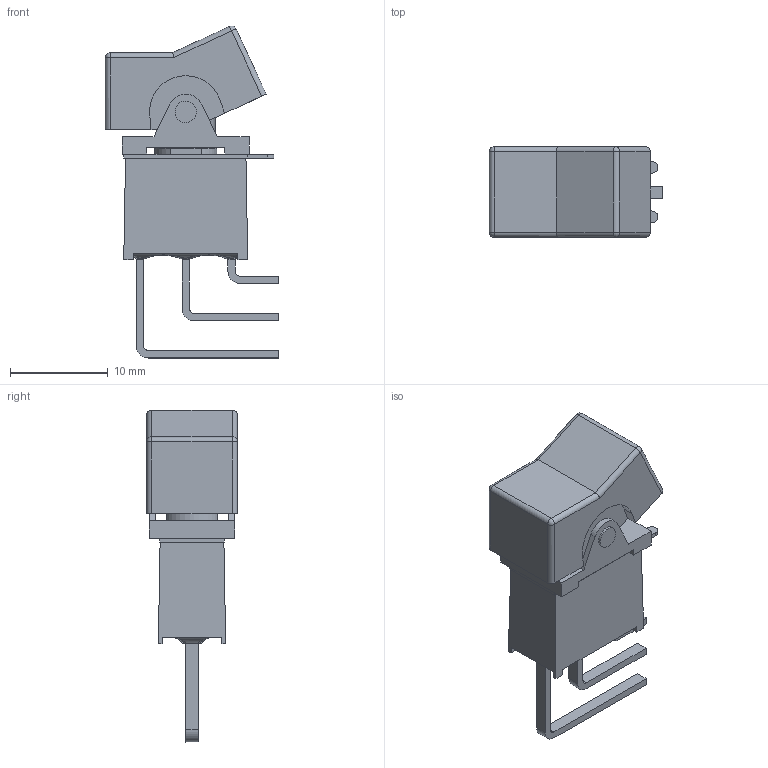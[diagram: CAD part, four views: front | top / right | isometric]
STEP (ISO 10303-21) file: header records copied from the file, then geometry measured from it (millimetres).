
FILE_DESCRIPTION((' '),'2;1');
FILE_NAME('300AWSPxJ1xxxM7xE.stp','2017-08-01T09:51:17',(' '),(' '),' ','ACIS',' ');
FILE_SCHEMA(('CONFIG_CONTROL_DESIGN'));
Length unit declared in the file: inch
Products named in the file (1): 300AWSPxJ1xxxM7xE.stp
Bounding box: 17.78 x 9.27 x 34 mm (x, y, z)
Volume: 1652.6 mm3; surface area: 2188.5 mm2
Topology: 1 solids, 1 shells, 168 faces, 462 edges, 306 vertices
Faces by surface type: plane 114, cylinder 42, bspline 8, sphere 4
Full cylindrical faces by diameter (mm): 2.2 x4
Entity records: 5883 total; most frequent: CARTESIAN_POINT 1497, ORIENTED_EDGE 912, DIRECTION 846, EDGE_CURVE 456, VECTOR 332, LINE 332, VERTEX_POINT 306, AXIS2_PLACEMENT_3D 257
